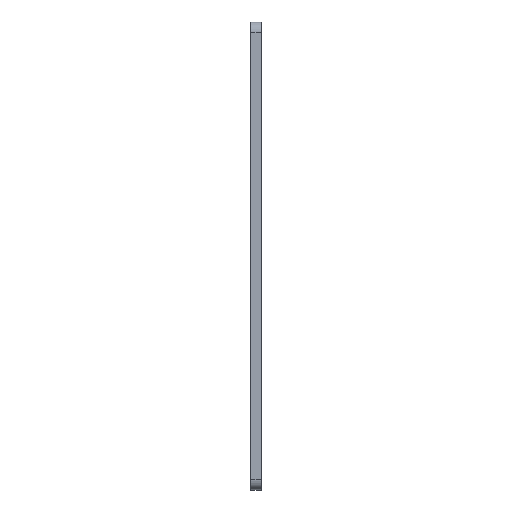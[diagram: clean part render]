
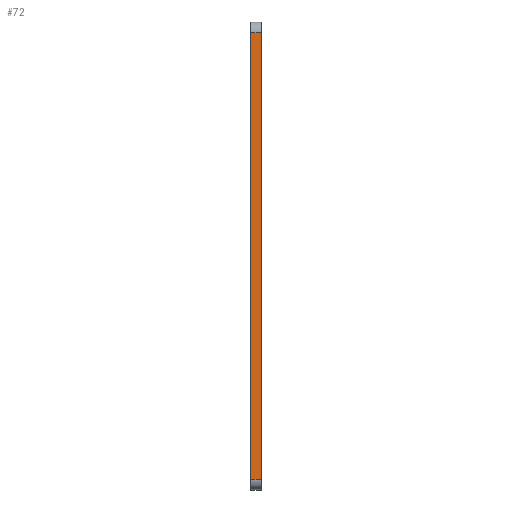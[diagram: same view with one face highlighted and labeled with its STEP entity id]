
A CAD part, left-side view. The second image highlights one B-rep face of the part: STEP entity #72.
In plain terms, the highlighted planar face has unit normal (-1, 0, 0).
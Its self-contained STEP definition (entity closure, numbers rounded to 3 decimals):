
#16 = CARTESIAN_POINT ( 'NONE',  ( -20.5, 0., -20.5 ) ) ;
#19 = LINE ( 'NONE', #555, #130 ) ;
#47 = ORIENTED_EDGE ( 'NONE', *, *, #274, .T. ) ;
#72 = ADVANCED_FACE ( 'NONE', ( #243 ), #487, .T. ) ;
#113 = VECTOR ( 'NONE', #128, 1000. ) ;
#126 = CARTESIAN_POINT ( 'NONE',  ( -20.5, 0., -17.5 ) ) ;
#128 = DIRECTION ( 'NONE',  ( 0., -1., 0. ) ) ;
#130 = VECTOR ( 'NONE', #141, 1000. ) ;
#137 = CARTESIAN_POINT ( 'NONE',  ( -20.5, 0., 107.5 ) ) ;
#140 = ORIENTED_EDGE ( 'NONE', *, *, #668, .T. ) ;
#141 = DIRECTION ( 'NONE',  ( 0., 0., 1. ) ) ;
#181 = DIRECTION ( 'NONE',  ( 0., 0., 1. ) ) ;
#185 = CARTESIAN_POINT ( 'NONE',  ( -20.5, 0., -17.5 ) ) ;
#243 = FACE_OUTER_BOUND ( 'NONE', #378, .T. ) ;
#250 = LINE ( 'NONE', #377, #523 ) ;
#265 = EDGE_CURVE ( 'NONE', #316, #712, #315, .T. ) ;
#274 = EDGE_CURVE ( 'NONE', #712, #375, #19, .T. ) ;
#315 = LINE ( 'NONE', #185, #113 ) ;
#316 = VERTEX_POINT ( 'NONE', #673 ) ;
#375 = VERTEX_POINT ( 'NONE', #628 ) ;
#377 = CARTESIAN_POINT ( 'NONE',  ( -20.5, 3., -20.5 ) ) ;
#378 = EDGE_LOOP ( 'NONE', ( #518, #702, #47, #140 ) ) ;
#412 = CARTESIAN_POINT ( 'NONE',  ( -20.5, 3., 107.5 ) ) ;
#432 = DIRECTION ( 'NONE',  ( 0., 1., 0. ) ) ;
#465 = VECTOR ( 'NONE', #432, 1000. ) ;
#487 = PLANE ( 'NONE',  #649 ) ;
#489 = DIRECTION ( 'NONE',  ( 0., 0., 1. ) ) ;
#518 = ORIENTED_EDGE ( 'NONE', *, *, #669, .F. ) ;
#523 = VECTOR ( 'NONE', #181, 1000. ) ;
#555 = CARTESIAN_POINT ( 'NONE',  ( -20.5, 0., -20.5 ) ) ;
#569 = VERTEX_POINT ( 'NONE', #412 ) ;
#628 = CARTESIAN_POINT ( 'NONE',  ( -20.5, 0., 107.5 ) ) ;
#649 = AXIS2_PLACEMENT_3D ( 'NONE', #16, #725, #489 ) ;
#662 = LINE ( 'NONE', #137, #465 ) ;
#668 = EDGE_CURVE ( 'NONE', #375, #569, #662, .T. ) ;
#669 = EDGE_CURVE ( 'NONE', #316, #569, #250, .T. ) ;
#673 = CARTESIAN_POINT ( 'NONE',  ( -20.5, 3., -17.5 ) ) ;
#702 = ORIENTED_EDGE ( 'NONE', *, *, #265, .T. ) ;
#712 = VERTEX_POINT ( 'NONE', #126 ) ;
#725 = DIRECTION ( 'NONE',  ( -1., 0., 0. ) ) ;
